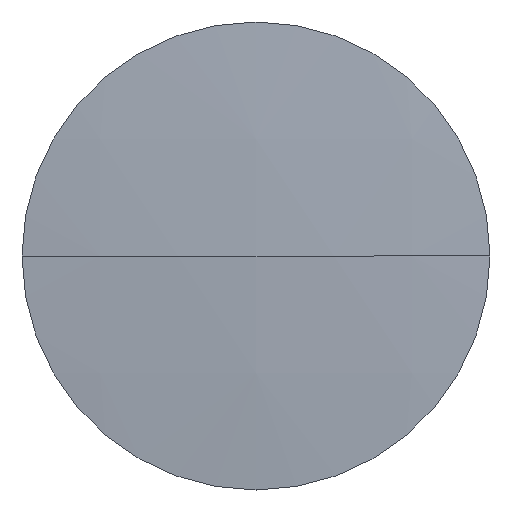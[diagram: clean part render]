
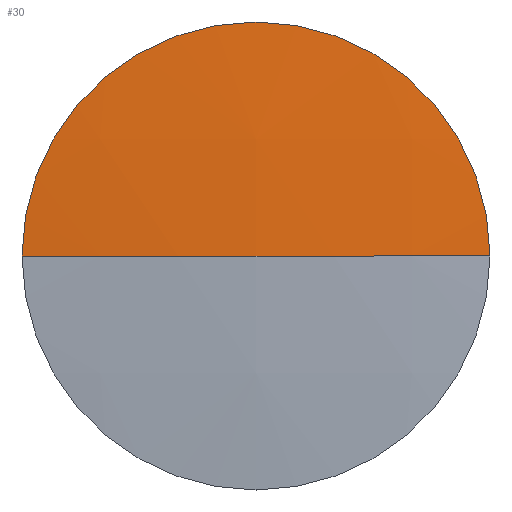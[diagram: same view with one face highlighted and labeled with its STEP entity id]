
A CAD part, left-side view. The second image highlights one B-rep face of the part: STEP entity #30.
In plain terms, the highlighted spherical face has radius 300 mm.
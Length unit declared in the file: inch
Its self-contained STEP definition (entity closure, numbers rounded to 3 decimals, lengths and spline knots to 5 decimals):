
#30 = ADVANCED_FACE ( 'NONE', ( #134 ), #164, .T. ) ;
#31 = EDGE_LOOP ( 'NONE', ( #32, #35, #38, #40 ) ) ;
#32 = ORIENTED_EDGE ( 'NONE', *, *, #33, .F. ) ;
#33 = EDGE_CURVE ( 'NONE', #34, #45, #159, .T. ) ;
#34 = VERTEX_POINT ( 'NONE', #160 ) ;
#35 = ORIENTED_EDGE ( 'NONE', *, *, #36, .T. ) ;
#36 = EDGE_CURVE ( 'NONE', #34, #37, #207, .T. ) ;
#37 = VERTEX_POINT ( 'NONE', #202 ) ;
#38 = ORIENTED_EDGE ( 'NONE', *, *, #39, .F. ) ;
#39 = EDGE_CURVE ( 'NONE', #46, #37, #200, .T. ) ;
#40 = ORIENTED_EDGE ( 'NONE', *, *, #44, .F. ) ;
#44 = EDGE_CURVE ( 'NONE', #45, #46, #230, .T. ) ;
#45 = VERTEX_POINT ( 'NONE', #225 ) ;
#46 = VERTEX_POINT ( 'NONE', #224 ) ;
#134 = FACE_OUTER_BOUND ( 'NONE', #31, .T. ) ;
#155 = DIRECTION ( 'NONE',  ( -1., 0., 0. ) ) ;
#156 = DIRECTION ( 'NONE',  ( 0., 0., -1. ) ) ;
#157 = CARTESIAN_POINT ( 'NONE',  ( 8.28526, 1.35893, 0.87225 ) ) ;
#158 = AXIS2_PLACEMENT_3D ( 'NONE', #157, #156, #155 ) ;
#159 = CIRCLE ( 'NONE', #158, 11.81102 ) ;
#160 = CARTESIAN_POINT ( 'NONE',  ( -3.52577, 1.35893, 0.87225 ) ) ;
#161 = DIRECTION ( 'NONE',  ( 0., 1., 0. ) ) ;
#162 = DIRECTION ( 'NONE',  ( 0., 0., 1. ) ) ;
#163 = AXIS2_PLACEMENT_3D ( 'NONE', #165, #162, #161 ) ;
#164 = SPHERICAL_SURFACE ( 'NONE', #163, 11.81102 ) ;
#165 = CARTESIAN_POINT ( 'NONE',  ( 8.28526, 1.35893, 0.87225 ) ) ;
#196 = DIRECTION ( 'NONE',  ( 0., 0., -1. ) ) ;
#197 = DIRECTION ( 'NONE',  ( 1., 0., 0. ) ) ;
#198 = CARTESIAN_POINT ( 'NONE',  ( -3.48336, 1.35893, 0.87225 ) ) ;
#199 = AXIS2_PLACEMENT_3D ( 'NONE', #198, #197, #196 ) ;
#200 = CIRCLE ( 'NONE', #199, 1. ) ;
#202 = CARTESIAN_POINT ( 'NONE',  ( -3.48336, 0.35893, 0.87225 ) ) ;
#203 = DIRECTION ( 'NONE',  ( 0., -1., 0. ) ) ;
#204 = DIRECTION ( 'NONE',  ( 0., 0., 1. ) ) ;
#205 = CARTESIAN_POINT ( 'NONE',  ( 8.28526, 1.35893, 0.87225 ) ) ;
#206 = AXIS2_PLACEMENT_3D ( 'NONE', #205, #204, #203 ) ;
#207 = CIRCLE ( 'NONE', #206, 11.81102 ) ;
#224 = CARTESIAN_POINT ( 'NONE',  ( -3.48336, 1.35893, 1.87225 ) ) ;
#225 = CARTESIAN_POINT ( 'NONE',  ( -3.48336, 2.35893, 0.87225 ) ) ;
#226 = DIRECTION ( 'NONE',  ( 0., 0., -1. ) ) ;
#227 = DIRECTION ( 'NONE',  ( 1., 0., 0. ) ) ;
#228 = CARTESIAN_POINT ( 'NONE',  ( -3.48336, 1.35893, 0.87225 ) ) ;
#229 = AXIS2_PLACEMENT_3D ( 'NONE', #228, #227, #226 ) ;
#230 = CIRCLE ( 'NONE', #229, 1. ) ;
